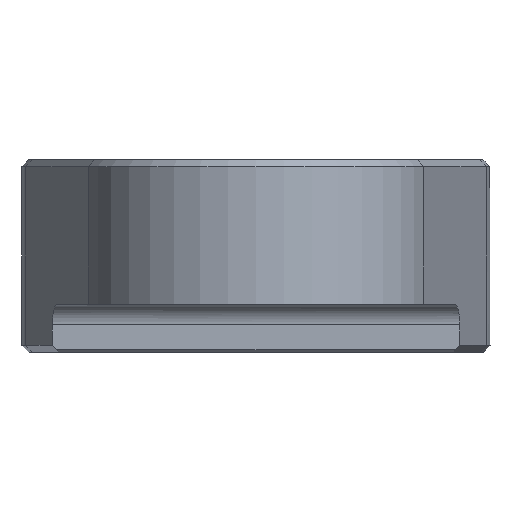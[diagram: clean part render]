
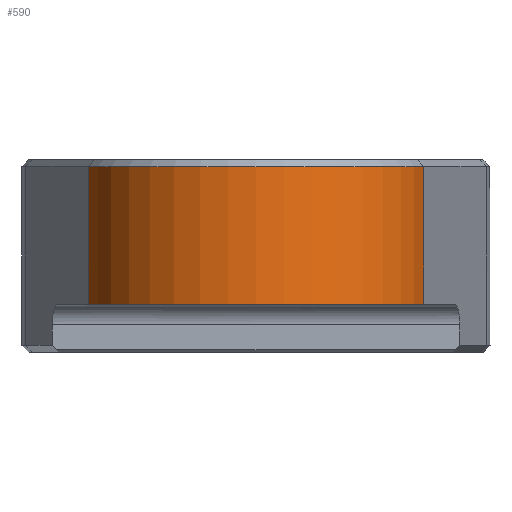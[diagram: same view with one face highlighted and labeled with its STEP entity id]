
A CAD part, front view. The second image highlights one B-rep face of the part: STEP entity #590.
In plain terms, the highlighted cylindrical face has radius 12.55 mm (diameter 25.1 mm), a partial arc.
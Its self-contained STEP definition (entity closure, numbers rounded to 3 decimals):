
#36 = CIRCLE ( 'NONE', #443, 12.55 ) ;
#43 = ORIENTED_EDGE ( 'NONE', *, *, #420, .F. ) ;
#45 = DIRECTION ( 'NONE',  ( 0., 0., -1. ) ) ;
#108 = CIRCLE ( 'NONE', #1119, 12.55 ) ;
#147 = EDGE_CURVE ( 'NONE', #204, #960, #1482, .T. ) ;
#177 = CARTESIAN_POINT ( 'NONE',  ( 12.175, -3.047, 7. ) ) ;
#204 = VERTEX_POINT ( 'NONE', #909 ) ;
#214 = VECTOR ( 'NONE', #1225, 1000. ) ;
#234 = ORIENTED_EDGE ( 'NONE', *, *, #709, .T. ) ;
#259 = ORIENTED_EDGE ( 'NONE', *, *, #147, .T. ) ;
#382 = CARTESIAN_POINT ( 'NONE',  ( 0., 0., 7. ) ) ;
#393 = EDGE_CURVE ( 'NONE', #548, #204, #36, .T. ) ;
#410 = AXIS2_PLACEMENT_3D ( 'NONE', #382, #904, #891 ) ;
#420 = EDGE_CURVE ( 'NONE', #548, #1620, #1618, .T. ) ;
#443 = AXIS2_PLACEMENT_3D ( 'NONE', #830, #45, #966 ) ;
#548 = VERTEX_POINT ( 'NONE', #1689 ) ;
#590 = ADVANCED_FACE ( 'NONE', ( #1105 ), #935, .T. ) ;
#709 = EDGE_CURVE ( 'NONE', #960, #1620, #108, .T. ) ;
#724 = DIRECTION ( 'NONE',  ( 0., 0., 1. ) ) ;
#830 = CARTESIAN_POINT ( 'NONE',  ( 0., 0., 6.5 ) ) ;
#850 = DIRECTION ( 'NONE',  ( 0., -1., 0. ) ) ;
#861 = VECTOR ( 'NONE', #1054, 1000. ) ;
#891 = DIRECTION ( 'NONE',  ( -1., 0., 0. ) ) ;
#904 = DIRECTION ( 'NONE',  ( 0., 0., -1. ) ) ;
#909 = CARTESIAN_POINT ( 'NONE',  ( -12.175, -3.047, 6.5 ) ) ;
#935 = CYLINDRICAL_SURFACE ( 'NONE', #410, 12.55 ) ;
#953 = CARTESIAN_POINT ( 'NONE',  ( -12.175, -3.047, -3.5 ) ) ;
#960 = VERTEX_POINT ( 'NONE', #953 ) ;
#966 = DIRECTION ( 'NONE',  ( -1., 0., 0. ) ) ;
#993 = CARTESIAN_POINT ( 'NONE',  ( 0., 0., -3.5 ) ) ;
#1054 = DIRECTION ( 'NONE',  ( 0., 0., -1. ) ) ;
#1105 = FACE_OUTER_BOUND ( 'NONE', #1148, .T. ) ;
#1119 = AXIS2_PLACEMENT_3D ( 'NONE', #993, #724, #850 ) ;
#1148 = EDGE_LOOP ( 'NONE', ( #234, #43, #1460, #259 ) ) ;
#1193 = CARTESIAN_POINT ( 'NONE',  ( -12.175, -3.047, 7. ) ) ;
#1225 = DIRECTION ( 'NONE',  ( 0., 0., -1. ) ) ;
#1262 = CARTESIAN_POINT ( 'NONE',  ( 12.175, -3.047, -3.5 ) ) ;
#1460 = ORIENTED_EDGE ( 'NONE', *, *, #393, .T. ) ;
#1482 = LINE ( 'NONE', #1193, #861 ) ;
#1618 = LINE ( 'NONE', #177, #214 ) ;
#1620 = VERTEX_POINT ( 'NONE', #1262 ) ;
#1689 = CARTESIAN_POINT ( 'NONE',  ( 12.175, -3.047, 6.5 ) ) ;
